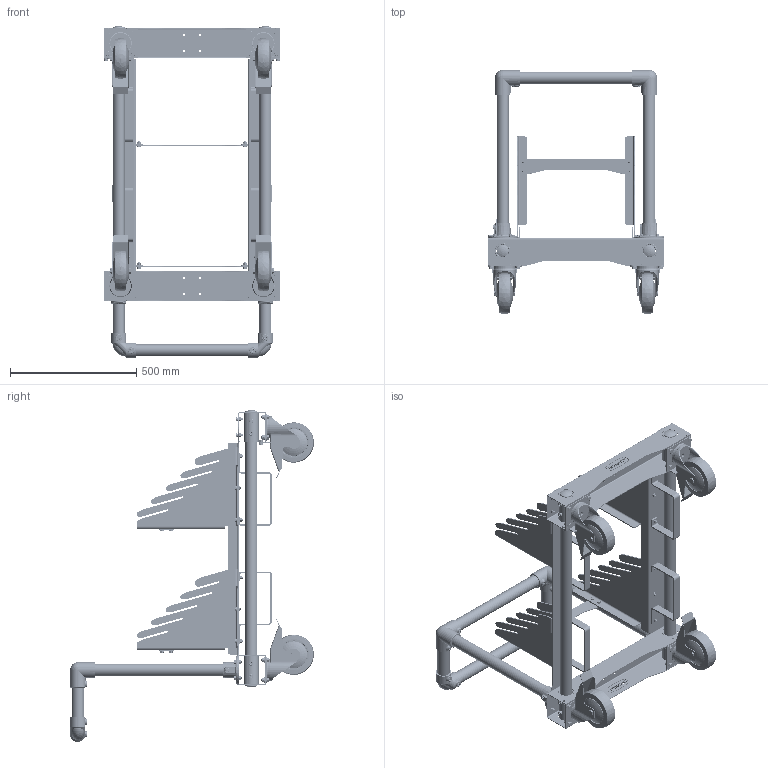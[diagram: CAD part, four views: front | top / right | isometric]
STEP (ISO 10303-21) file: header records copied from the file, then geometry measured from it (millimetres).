
FILE_DESCRIPTION (( 'STEP AP214' ), '1' );
FILE_NAME ('T54269.STEP', '2023-06-08T14:18:46', ( '' ), ( '' ), 'SwSTEP 2.0', 'SolidWorks 2022', '' );
FILE_SCHEMA (( 'AUTOMOTIVE_DESIGN' ));
Length unit declared in the file: millimetre
Products named in the file (35): T12800; T54269; Hex Screw GradeC_Doughty Fastners_BS EN 24018 - M10 x 25-WS; T24000_500 LG; TH3282; TH4851; T24000_200 LG; TH4849; B Washer_Bright washer BS 4320 - M10 (Form B); G3501_1.08M TROLLEY; T24000_1080 LG; TH3284; T19300; TH3285; S3669; T13100; TH4862; T13300_T13301; Hex Screw GradeC_Doughty Fastners_ISO 4018 - M8 x 25-WS; T12500; Hex Screw GradeC_Doughty Fastners_BS EN 24018 - M8 x 16-WS; TH4790; Hex Screw GradeC_Doughty Fastners_BS EN 24018 - M8 x 20-WS; TH4850; TH3283; Hex Screw GradeC_Doughty Fastners_BS EN 24018 - M8 x 25-WS; SW3dPS-nyloc nut, st stl a2 iso_M10 NYLOC; B Washer_Bright washer BS 4320 - M8 (Form B); TH4793; TH4848; T24000_600 LG; F936
Assembly tree (246 placements, depth 4):
  T54269
    G3501_1.08M TROLLEY
      TH3282  x2
        TH3283
        TH3284
        TH3285
      T19300  x8
      S3669  x4
      B Washer_Bright washer BS 4320 - M10 (Form B)  x32
      Hex Screw GradeC_Doughty Fastners_BS EN 24018 - M10 x 25-WS  x16
      SW3dPS-nyloc nut, st stl a2 iso_M10 NYLOC  x16
    T24000_1080 LG  x2
    TH4793
      Hex Screw GradeC_Doughty Fastners_BS EN 24018 - M8 x 16-WS  x4
      B Washer_Bright washer BS 4320 - M8 (Form B)  x4
      F936  x4
      TH4790  x2
    T13100  x2
      T13100
      T19300
    B Washer_Bright washer BS 4320 - M8 (Form B)  x36
    Hex Screw GradeC_Doughty Fastners_ISO 4018 - M8 x 25-WS  x12
    F936  x36
    Hex Screw GradeC_Doughty Fastners_BS EN 24018 - M8 x 25-WS  x4
    T24000_600 LG  x2
    T24000_200 LG  x2
    T12500  x2
      T12500
      T19300
    T24000_500 LG  x2
    T12800  x2
      T12800
      T19300
    T13300_T13301  x4
    TH4848  x2
    TH4850  x2
    TH4849  x2
    TH4851  x2
    Hex Screw GradeC_Doughty Fastners_BS EN 24018 - M8 x 20-WS  x20
    TH4862  x4
Bounding box: 700 x 964.65 x 1313.45 mm (x, y, z)
Volume: 14039840 mm3; surface area: 5521687.1 mm2
Topology: 254 solids, 266 shells, 15910 faces, 40912 edges, 25636 vertices
Faces by surface type: cylinder 6652, cone 4664, plane 4112, torus 344, bspline 126, sphere 12
Entity records: 78162 total; most frequent: CARTESIAN_POINT 17977, DIRECTION 13015, ORIENTED_EDGE 11746, EDGE_CURVE 5873, AXIS2_PLACEMENT_3D 5008, VERTEX_POINT 3726, LINE 2999, VECTOR 2999
